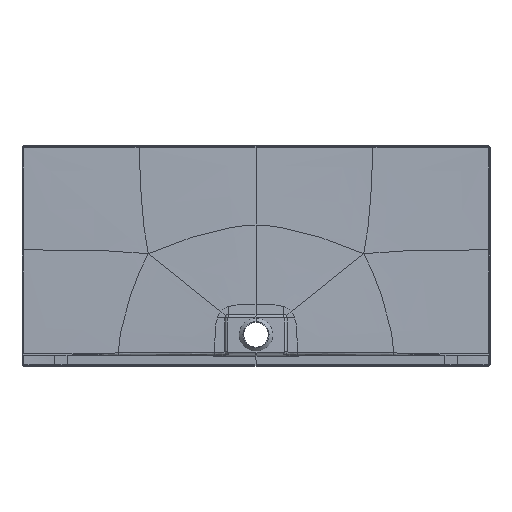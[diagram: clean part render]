
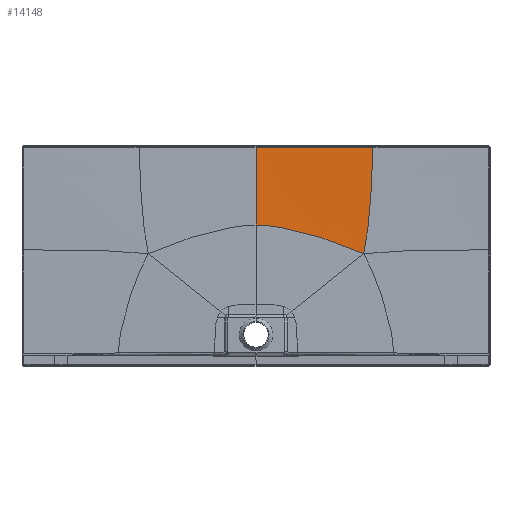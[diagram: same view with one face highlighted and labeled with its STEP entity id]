
A CAD part, front view. The second image highlights one B-rep face of the part: STEP entity #14148.
In plain terms, the highlighted free-form (B-spline) face has degree [3, 3] with [8, 10] control points.
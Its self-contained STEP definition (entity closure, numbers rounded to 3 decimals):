
#3594=CARTESIAN_POINT('',(424.991,-3.057,794.977));
#3618=CARTESIAN_POINT('',(0.002,-3.131,
794.948));
#3619=CARTESIAN_POINT('',(13.018,-3.131,794.948));
#3620=CARTESIAN_POINT('',(40.753,-3.131,794.949));
#3621=CARTESIAN_POINT('',(86.97,-3.127,794.95));
#3622=CARTESIAN_POINT('',(139.31,-3.12,794.953));
#3623=CARTESIAN_POINT('',(198.392,-3.109,794.957));
#3624=CARTESIAN_POINT('',(265.014,-3.094,794.963));
#3625=CARTESIAN_POINT('',(338.928,-3.077,794.969));
#3626=CARTESIAN_POINT('',(395.251,-3.064,794.975));
#3627=CARTESIAN_POINT('',(424.991,-3.057,794.977));
#3629=CARTESIAN_POINT('',(424.991,-3.057,794.977));
#3630=CARTESIAN_POINT('',(424.892,-3.354,768.907));
#3631=CARTESIAN_POINT('',(423.089,-4.076,714.25));
#3632=CARTESIAN_POINT('',(418.632,-5.204,639.978));
#3633=CARTESIAN_POINT('',(413.796,-6.242,573.017));
#3634=CARTESIAN_POINT('',(408.992,-7.077,519.711));
#3635=CARTESIAN_POINT('',(403.22,-7.822,473.38));
#3636=CARTESIAN_POINT('',(397.022,-8.45,436.086));
#3637=CARTESIAN_POINT('',(393.342,-8.775,417.558));
#3638=CARTESIAN_POINT('',(391.351,-8.939,408.369));
#3640=DIRECTION('',(0.,-0.026,-1.));
#3641=VECTOR('',#3640,282.465);
#3642=CARTESIAN_POINT('',(0.002,-3.131,
794.948));
#3643=LINE('',#3642,#3641);
#3693=CARTESIAN_POINT('',(0.,-10.424,
512.577));
#3694=CARTESIAN_POINT('',(26.597,-10.424,512.577));
#3695=CARTESIAN_POINT('',(83.509,-10.317,506.647));
#3696=CARTESIAN_POINT('',(177.904,-9.972,484.745));
#3697=CARTESIAN_POINT('',(263.007,-9.632,459.338));
#3698=CARTESIAN_POINT('',(335.129,-9.286,433.133));
#3699=CARTESIAN_POINT('',(372.462,-9.065,417.192));
#3700=CARTESIAN_POINT('',(391.351,-8.939,408.369));
#3749=CARTESIAN_POINT('',(391.351,-8.939,408.369));
#4444=VERTEX_POINT('',#3749);
#4557=VERTEX_POINT('',#3594);
#4579=CARTESIAN_POINT('',(0.,-10.424,
512.577));
#4581=VERTEX_POINT('',#4579);
#4582=CARTESIAN_POINT('',(0.002,-3.131,
794.948));
#4583=VERTEX_POINT('',#4582);
#14058=CARTESIAN_POINT('',(-4.349,-3.037,
798.607));
#14059=CARTESIAN_POINT('',(-4.348,-3.643,
775.139));
#14060=CARTESIAN_POINT('',(-4.261,-4.868,
727.711));
#14061=CARTESIAN_POINT('',(-3.991,-6.402,
668.303));
#14062=CARTESIAN_POINT('',(-3.736,-7.639,
620.384));
#14063=CARTESIAN_POINT('',(-3.547,-8.567,
584.444));
#14064=CARTESIAN_POINT('',(-3.408,-9.341,
554.493));
#14065=CARTESIAN_POINT('',(-3.312,-9.981,
529.71));
#14066=CARTESIAN_POINT('',(-3.27,-10.312,
516.907));
#14067=CARTESIAN_POINT('',(-3.25,-10.487,
510.094));
#14068=CARTESIAN_POINT('',(32.517,-3.037,
798.608));
#14069=CARTESIAN_POINT('',(32.504,-3.644,
775.145));
#14070=CARTESIAN_POINT('',(31.855,-4.871,
727.732));
#14071=CARTESIAN_POINT('',(29.827,-6.406,
668.362));
#14072=CARTESIAN_POINT('',(27.904,-7.645,
620.49));
#14073=CARTESIAN_POINT('',(26.474,-8.573,
584.594));
#14074=CARTESIAN_POINT('',(25.418,-9.346,
554.686));
#14075=CARTESIAN_POINT('',(24.686,-9.986,
529.94));
#14076=CARTESIAN_POINT('',(24.367,-10.316,
517.155));
#14077=CARTESIAN_POINT('',(24.214,-10.492,
510.352));
#14078=CARTESIAN_POINT('',(104.799,-3.036,
798.596));
#14079=CARTESIAN_POINT('',(104.761,-3.621,
774.998));
#14080=CARTESIAN_POINT('',(102.752,-4.806,
727.241));
#14081=CARTESIAN_POINT('',(96.755,-6.301,
667.011));
#14082=CARTESIAN_POINT('',(91.38,-7.52,
618.036));
#14083=CARTESIAN_POINT('',(87.572,-8.444,
581.111));
#14084=CARTESIAN_POINT('',(84.926,-9.222,
550.217));
#14085=CARTESIAN_POINT('',(83.18,-9.871,
524.634));
#14086=CARTESIAN_POINT('',(82.442,-10.207,
511.425));
#14087=CARTESIAN_POINT('',(82.092,-10.387,
504.402));
#14088=CARTESIAN_POINT('',(212.498,-3.031,
798.557));
#14089=CARTESIAN_POINT('',(212.433,-3.536,
774.518));
#14090=CARTESIAN_POINT('',(209.033,-4.572,
725.624));
#14091=CARTESIAN_POINT('',(199.377,-5.932,
662.35));
#14092=CARTESIAN_POINT('',(191.185,-7.096,
609.27));
#14093=CARTESIAN_POINT('',(185.612,-8.009,
568.415));
#14094=CARTESIAN_POINT('',(181.874,-8.807,
533.664));
#14095=CARTESIAN_POINT('',(179.373,-9.489,
504.737));
#14096=CARTESIAN_POINT('',(178.258,-9.849,
489.796));
#14097=CARTESIAN_POINT('',(177.701,-10.041,
481.873));
#14098=CARTESIAN_POINT('',(301.04,-3.026,
798.503));
#14099=CARTESIAN_POINT('',(300.974,-3.446,
773.786));
#14100=CARTESIAN_POINT('',(297.49,-4.343,
723.299));
#14101=CARTESIAN_POINT('',(287.879,-5.598,
656.373));
#14102=CARTESIAN_POINT('',(279.656,-6.717,
598.602));
#14103=CARTESIAN_POINT('',(273.8,-7.619,
553.331));
#14104=CARTESIAN_POINT('',(269.325,-8.428,
514.324));
#14105=CARTESIAN_POINT('',(265.661,-9.13,
481.773));
#14106=CARTESIAN_POINT('',(263.707,-9.503,
464.999));
#14107=CARTESIAN_POINT('',(262.612,-9.704,
456.119));
#14108=CARTESIAN_POINT('',(373.029,-3.022,
798.422));
#14109=CARTESIAN_POINT('',(372.978,-3.374,
772.576));
#14110=CARTESIAN_POINT('',(370.254,-4.172,
719.641));
#14111=CARTESIAN_POINT('',(362.99,-5.362,
648.403));
#14112=CARTESIAN_POINT('',(356.33,-6.442,
585.789));
#14113=CARTESIAN_POINT('',(350.922,-7.317,
536.197));
#14114=CARTESIAN_POINT('',(345.713,-8.104,
493.188));
#14115=CARTESIAN_POINT('',(340.537,-8.789,
457.337));
#14116=CARTESIAN_POINT('',(337.442,-9.154,
438.894));
#14117=CARTESIAN_POINT('',(335.668,-9.351,
429.184));
#14118=CARTESIAN_POINT('',(409.601,-3.02,
798.363));
#14119=CARTESIAN_POINT('',(409.563,-3.339,
771.651));
#14120=CARTESIAN_POINT('',(407.465,-4.091,
716.882));
#14121=CARTESIAN_POINT('',(402.065,-5.252,
642.776));
#14122=CARTESIAN_POINT('',(396.654,-6.304,
577.198));
#14123=CARTESIAN_POINT('',(391.659,-7.153,
525.055));
#14124=CARTESIAN_POINT('',(386.061,-7.913,
479.76));
#14125=CARTESIAN_POINT('',(380.001,-8.575,
442.016));
#14126=CARTESIAN_POINT('',(376.302,-8.929,
422.671));
#14127=CARTESIAN_POINT('',(374.117,-9.12,
412.439));
#14128=CARTESIAN_POINT('',(428.465,-3.019,
798.326));
#14129=CARTESIAN_POINT('',(428.434,-3.321,
771.074));
#14130=CARTESIAN_POINT('',(426.696,-4.049,
715.165));
#14131=CARTESIAN_POINT('',(422.36,-5.194,
639.355));
#14132=CARTESIAN_POINT('',(417.653,-6.228,
572.085));
#14133=CARTESIAN_POINT('',(412.891,-7.059,
518.519));
#14134=CARTESIAN_POINT('',(407.08,-7.802,
471.956));
#14135=CARTESIAN_POINT('',(400.59,-8.449,
433.195));
#14136=CARTESIAN_POINT('',(396.553,-8.795,
413.304));
#14137=CARTESIAN_POINT('',(394.211,-8.982,
402.834));
#14138=B_SPLINE_SURFACE_WITH_KNOTS('',3,3,((#14058,#14059,#14060,#14061,#14062,
#14063,#14064,#14065,#14066,#14067),(#14068,#14069,#14070,#14071,#14072,#14073,
#14074,#14075,#14076,#14077),(#14078,#14079,#14080,#14081,#14082,#14083,#14084,
#14085,#14086,#14087),(#14088,#14089,#14090,#14091,#14092,#14093,#14094,#14095,
#14096,#14097),(#14098,#14099,#14100,#14101,#14102,#14103,#14104,#14105,#14106,
#14107),(#14108,#14109,#14110,#14111,#14112,#14113,#14114,#14115,#14116,#14117),
(#14118,#14119,#14120,#14121,#14122,#14123,#14124,#14125,#14126,#14127),(#14128,
#14129,#14130,#14131,#14132,#14133,#14134,#14135,#14136,#14137)),.UNSPECIFIED.,
.F.,.F.,.F.,(4,1,1,1,1,4),(4,1,1,1,1,1,1,4),(-0.005,0.125,0.25,
0.375,0.438,0.504),(0.003,0.125,0.25,0.313,
0.375,0.438,0.469,0.504),.UNSPECIFIED.);
#14140=ORIENTED_EDGE('',*,*,#14139,.F.);
#14142=ORIENTED_EDGE('',*,*,#14141,.T.);
#14143=ORIENTED_EDGE('',*,*,#14049,.T.);
#14145=ORIENTED_EDGE('',*,*,#14144,.F.);
#14146=EDGE_LOOP('',(#14140,#14142,#14143,#14145));
#14147=FACE_OUTER_BOUND('',#14146,.F.);
#14148=ADVANCED_FACE('',(#14147),#14138,.F.);
#3628=B_SPLINE_CURVE_WITH_KNOTS('',3,(#3618,#3619,#3620,#3621,#3622,#3623,#3624,
#3625,#3626,#3627),.UNSPECIFIED.,.F.,.F.,(4,1,1,1,1,1,1,4),(0.,
0.143,0.286,0.429,0.571,
0.714,0.857,1.),.UNSPECIFIED.);
#3639=B_SPLINE_CURVE_WITH_KNOTS('',3,(#3629,#3630,#3631,#3632,#3633,#3634,#3635,
#3636,#3637,#3638),.UNSPECIFIED.,.F.,.F.,(4,1,1,1,1,1,1,4),(0.,
0.238,0.492,0.619,0.746,
0.873,0.937,1.),.UNSPECIFIED.);
#3701=B_SPLINE_CURVE_WITH_KNOTS('',3,(#3693,#3694,#3695,#3696,#3697,#3698,#3699,
#3700),.UNSPECIFIED.,.F.,.F.,(4,1,1,1,1,4),(0.,0.25,0.5,0.75,0.875,
1.),.UNSPECIFIED.);
#14049=EDGE_CURVE('',#4557,#4444,#3639,.T.);
#14139=EDGE_CURVE('',#4583,#4581,#3643,.T.);
#14141=EDGE_CURVE('',#4583,#4557,#3628,.T.);
#14144=EDGE_CURVE('',#4581,#4444,#3701,.T.);
